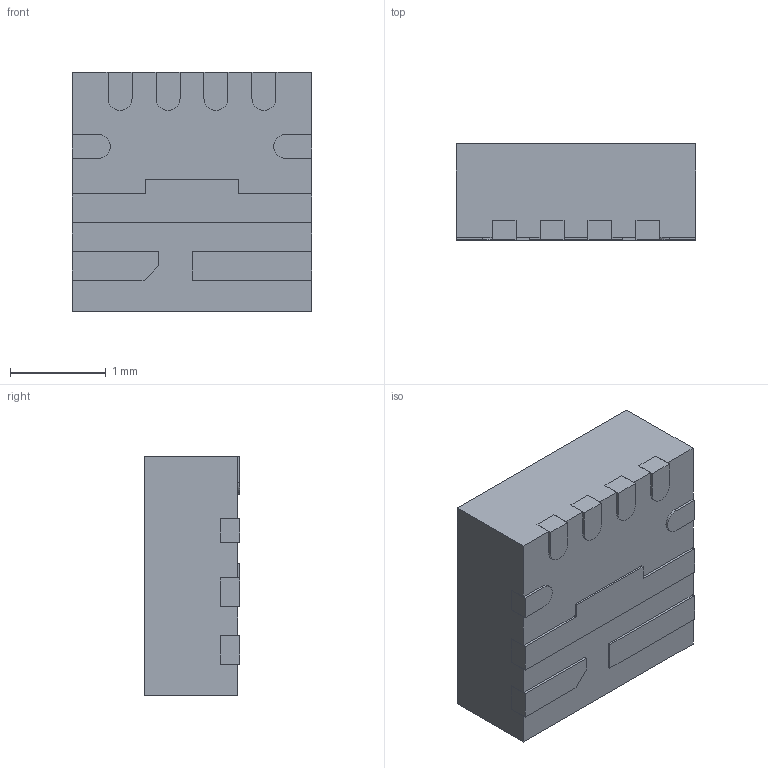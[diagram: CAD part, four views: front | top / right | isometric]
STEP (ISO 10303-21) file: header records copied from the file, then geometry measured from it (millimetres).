
FILE_DESCRIPTION((''),'2;1');
FILE_NAME('RWL0009A_ASM','2014-08-21T',('a0412025'),(''),'PRO/ENGINEER BY PARAMETRIC TECHNOLOGY CORPORATION, 2011490','PRO/ENGINEER BY PARAMETRIC TECHNOLOGY CORPORATION, 2011490','');
FILE_SCHEMA(('AUTOMOTIVE_DESIGN_CC2 { 1 2 10303 214 -1 1 5 2 }'));
Length unit declared in the file: millimetre
Products named in the file (3): FRAME-RWL0009A; BODY-QFN; RWL0009A_ASM
Assembly tree (2 placements, depth 2):
  RWL0009A_ASM
    FRAME-RWL0009A
    BODY-QFN
Bounding box: 2.5 x 1 x 2.5 mm (x, y, z)
Volume: 6.1 mm3; surface area: 32.4 mm2
Topology: 10 solids, 10 shells, 106 faces, 258 edges, 172 vertices
Faces by surface type: plane 94, cylinder 12
Entity records: 4075 total; most frequent: CARTESIAN_POINT 541, ORIENTED_EDGE 516, DIRECTION 504, PRESENTATION_STYLE_ASSIGNMENT 277, STYLED_ITEM 268, CURVE_STYLE 258, EDGE_CURVE 258, VECTOR 234
